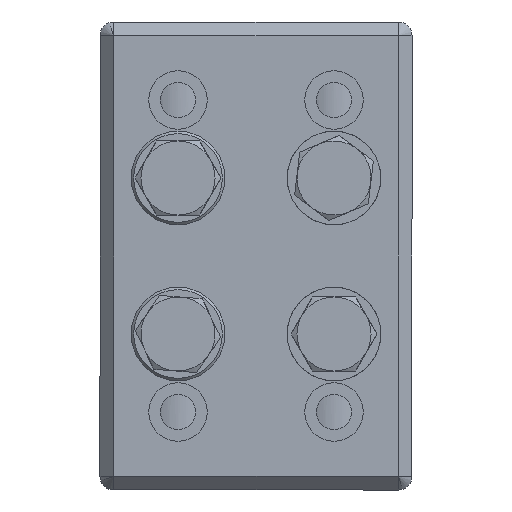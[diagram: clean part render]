
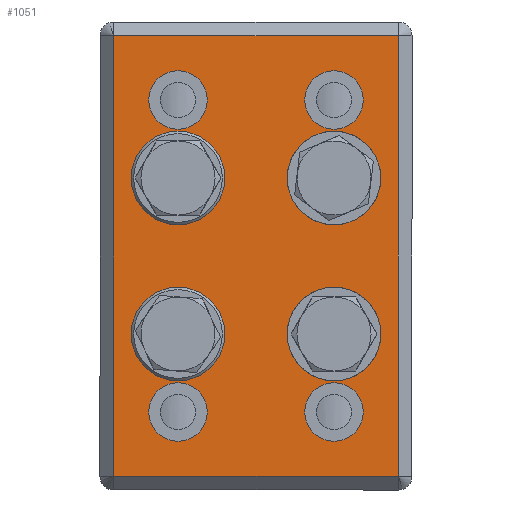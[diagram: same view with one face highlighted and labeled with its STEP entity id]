
A CAD part, front view. The second image highlights one B-rep face of the part: STEP entity #1051.
In plain terms, the highlighted face is planar.
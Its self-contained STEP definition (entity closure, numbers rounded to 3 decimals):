
#106=LINE('',#1647,#146);
#112=LINE('',#1663,#152);
#116=LINE('',#1670,#156);
#120=LINE('',#1681,#160);
#146=VECTOR('',#1309,73.);
#152=VECTOR('',#1325,113.);
#156=VECTOR('',#1331,113.);
#160=VECTOR('',#1345,73.);
#221=FACE_BOUND('',#379,.T.);
#222=FACE_BOUND('',#380,.T.);
#223=FACE_BOUND('',#381,.T.);
#224=FACE_BOUND('',#382,.T.);
#225=FACE_BOUND('',#383,.T.);
#226=FACE_BOUND('',#384,.T.);
#227=FACE_BOUND('',#385,.T.);
#228=FACE_BOUND('',#386,.T.);
#294=FACE_OUTER_BOUND('',#378,.T.);
#378=EDGE_LOOP('',(#820,#821,#822,#823));
#379=EDGE_LOOP('',(#824));
#380=EDGE_LOOP('',(#825));
#381=EDGE_LOOP('',(#826));
#382=EDGE_LOOP('',(#827));
#383=EDGE_LOOP('',(#828));
#384=EDGE_LOOP('',(#829));
#385=EDGE_LOOP('',(#830));
#386=EDGE_LOOP('',(#831));
#486=CIRCLE('',#1114,12.);
#490=CIRCLE('',#1121,12.);
#494=CIRCLE('',#1128,12.);
#502=CIRCLE('',#1150,7.5);
#503=CIRCLE('',#1151,7.5);
#504=CIRCLE('',#1152,7.5);
#505=CIRCLE('',#1153,7.5);
#506=CIRCLE('',#1154,12.);
#548=VERTEX_POINT('',#1615);
#552=VERTEX_POINT('',#1626);
#556=VERTEX_POINT('',#1637);
#559=VERTEX_POINT('',#1644);
#560=VERTEX_POINT('',#1646);
#565=VERTEX_POINT('',#1661);
#566=VERTEX_POINT('',#1666);
#575=VERTEX_POINT('',#1701);
#576=VERTEX_POINT('',#1703);
#577=VERTEX_POINT('',#1705);
#578=VERTEX_POINT('',#1707);
#579=VERTEX_POINT('',#1709);
#640=EDGE_CURVE('',#548,#548,#486,.T.);
#644=EDGE_CURVE('',#552,#552,#490,.T.);
#648=EDGE_CURVE('',#556,#556,#494,.T.);
#651=EDGE_CURVE('',#559,#560,#106,.T.);
#659=EDGE_CURVE('',#565,#559,#112,.T.);
#663=EDGE_CURVE('',#560,#566,#116,.T.);
#669=EDGE_CURVE('',#566,#565,#120,.T.);
#679=EDGE_CURVE('',#575,#575,#502,.T.);
#680=EDGE_CURVE('',#576,#576,#503,.T.);
#681=EDGE_CURVE('',#577,#577,#504,.T.);
#682=EDGE_CURVE('',#578,#578,#505,.T.);
#683=EDGE_CURVE('',#579,#579,#506,.T.);
#820=ORIENTED_EDGE('',*,*,#651,.F.);
#821=ORIENTED_EDGE('',*,*,#659,.F.);
#822=ORIENTED_EDGE('',*,*,#669,.F.);
#823=ORIENTED_EDGE('',*,*,#663,.F.);
#824=ORIENTED_EDGE('',*,*,#640,.T.);
#825=ORIENTED_EDGE('',*,*,#644,.T.);
#826=ORIENTED_EDGE('',*,*,#648,.T.);
#827=ORIENTED_EDGE('',*,*,#679,.T.);
#828=ORIENTED_EDGE('',*,*,#680,.T.);
#829=ORIENTED_EDGE('',*,*,#681,.T.);
#830=ORIENTED_EDGE('',*,*,#682,.T.);
#831=ORIENTED_EDGE('',*,*,#683,.T.);
#1007=PLANE('',#1149);
#1051=ADVANCED_FACE('',(#294,#221,#222,#223,#224,#225,#226,#227,#228),#1007,
 .T.);
#1114=AXIS2_PLACEMENT_3D('',#1616,#1272,#1273);
#1121=AXIS2_PLACEMENT_3D('',#1627,#1286,#1287);
#1128=AXIS2_PLACEMENT_3D('',#1638,#1300,#1301);
#1149=AXIS2_PLACEMENT_3D('',#1700,#1365,#1366);
#1150=AXIS2_PLACEMENT_3D('',#1702,#1367,#1368);
#1151=AXIS2_PLACEMENT_3D('',#1704,#1369,#1370);
#1152=AXIS2_PLACEMENT_3D('',#1706,#1371,#1372);
#1153=AXIS2_PLACEMENT_3D('',#1708,#1373,#1374);
#1154=AXIS2_PLACEMENT_3D('',#1710,#1375,#1376);
#1272=DIRECTION('center_axis',(0.,0.,-1.));
#1273=DIRECTION('ref_axis',(1.,0.,0.));
#1286=DIRECTION('center_axis',(0.,0.,-1.));
#1287=DIRECTION('ref_axis',(1.,0.,0.));
#1300=DIRECTION('center_axis',(0.,0.,-1.));
#1301=DIRECTION('ref_axis',(1.,0.,0.));
#1309=DIRECTION('',(0.,1.,0.));
#1325=DIRECTION('',(-1.,0.,0.));
#1331=DIRECTION('',(1.,0.,0.));
#1345=DIRECTION('',(0.,-1.,0.));
#1365=DIRECTION('center_axis',(0.,0.,1.));
#1366=DIRECTION('ref_axis',(1.,0.,0.));
#1367=DIRECTION('center_axis',(0.,0.,-1.));
#1368=DIRECTION('ref_axis',(1.,0.,0.));
#1369=DIRECTION('center_axis',(0.,0.,-1.));
#1370=DIRECTION('ref_axis',(1.,0.,0.));
#1371=DIRECTION('center_axis',(0.,0.,-1.));
#1372=DIRECTION('ref_axis',(1.,0.,0.));
#1373=DIRECTION('center_axis',(0.,0.,-1.));
#1374=DIRECTION('ref_axis',(1.,0.,0.));
#1375=DIRECTION('center_axis',(0.,0.,-1.));
#1376=DIRECTION('ref_axis',(1.,0.,0.));
#1615=CARTESIAN_POINT('',(32.,-20.,15.));
#1616=CARTESIAN_POINT('Origin',(20.,-20.,15.));
#1626=CARTESIAN_POINT('',(-8.,-20.,15.));
#1627=CARTESIAN_POINT('Origin',(-20.,-20.,15.));
#1637=CARTESIAN_POINT('',(32.,20.,15.));
#1638=CARTESIAN_POINT('Origin',(20.,20.,15.));
#1644=CARTESIAN_POINT('',(-56.5,-36.5,15.));
#1646=CARTESIAN_POINT('',(-56.5,36.5,15.));
#1647=CARTESIAN_POINT('',(-56.5,-20.,15.));
#1661=CARTESIAN_POINT('',(56.5,-36.5,15.));
#1663=CARTESIAN_POINT('',(30.,-36.5,15.));
#1666=CARTESIAN_POINT('',(56.5,36.5,15.));
#1670=CARTESIAN_POINT('',(-30.,36.5,15.));
#1681=CARTESIAN_POINT('',(56.5,20.,15.));
#1700=CARTESIAN_POINT('Origin',(0.,0.,
15.));
#1701=CARTESIAN_POINT('',(-32.5,-20.,15.));
#1702=CARTESIAN_POINT('Origin',(-40.,-20.,15.));
#1703=CARTESIAN_POINT('',(47.5,20.,15.));
#1704=CARTESIAN_POINT('Origin',(40.,20.,15.));
#1705=CARTESIAN_POINT('',(-32.5,20.,15.));
#1706=CARTESIAN_POINT('Origin',(-40.,20.,15.));
#1707=CARTESIAN_POINT('',(47.5,-20.,15.));
#1708=CARTESIAN_POINT('Origin',(40.,-20.,15.));
#1709=CARTESIAN_POINT('',(-8.,20.,15.));
#1710=CARTESIAN_POINT('Origin',(-20.,20.,15.));
